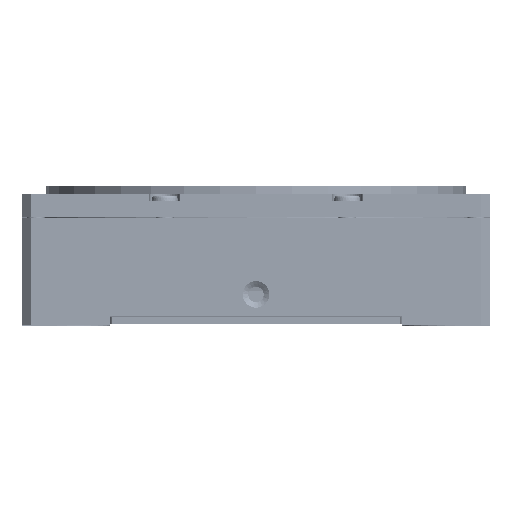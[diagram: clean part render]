
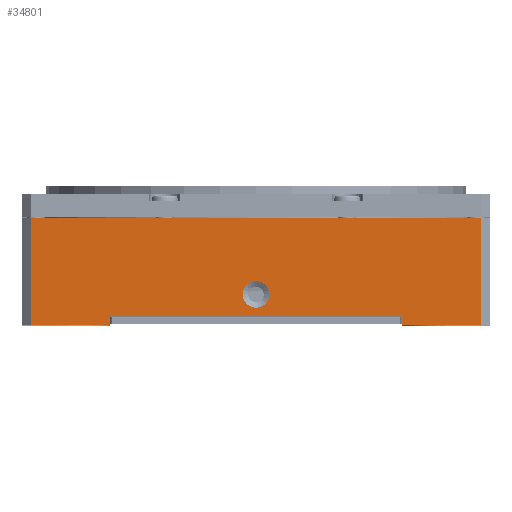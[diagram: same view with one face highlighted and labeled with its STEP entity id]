
A CAD part, top view. The second image highlights one B-rep face of the part: STEP entity #34801.
In plain terms, the highlighted planar face has unit normal (0, 0, 1).
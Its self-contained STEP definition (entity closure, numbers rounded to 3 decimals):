
#381 = CARTESIAN_POINT ( 'NONE',  ( 25.5, 12.2, 26.5 ) ) ;
#446 = EDGE_CURVE ( 'NONE', #47821, #34573, #16796, .T. ) ;
#893 = ORIENTED_EDGE ( 'NONE', *, *, #446, .F. ) ;
#3413 = EDGE_CURVE ( 'NONE', #69101, #34573, #27098, .T. ) ;
#3594 = ORIENTED_EDGE ( 'NONE', *, *, #61054, .T. ) ;
#3667 = VERTEX_POINT ( 'NONE', #31441 ) ;
#5133 = VECTOR ( 'NONE', #56594, 1000. ) ;
#6045 = EDGE_CURVE ( 'NONE', #53144, #69101, #59671, .T. ) ;
#6310 = VERTEX_POINT ( 'NONE', #27569 ) ;
#6466 = AXIS2_PLACEMENT_3D ( 'NONE', #31687, #32400, #26283 ) ;
#6862 = CARTESIAN_POINT ( 'NONE',  ( 25.5, 12.2, 26.5 ) ) ;
#10243 = VERTEX_POINT ( 'NONE', #381 ) ;
#10618 = EDGE_CURVE ( 'NONE', #62530, #10243, #62369, .T. ) ;
#10950 = CARTESIAN_POINT ( 'NONE',  ( -1.5, 3.5, 26.5 ) ) ;
#13390 = CARTESIAN_POINT ( 'NONE',  ( 0., 3.5, 26.5 ) ) ;
#13470 = DIRECTION ( 'NONE',  ( 1., 0., 0. ) ) ;
#13877 = DIRECTION ( 'NONE',  ( 1., 0., 0. ) ) ;
#15913 = CARTESIAN_POINT ( 'NONE',  ( 0., 3.5, 26.5 ) ) ;
#16796 = LINE ( 'NONE', #56418, #30296 ) ;
#17050 = EDGE_CURVE ( 'NONE', #55361, #20266, #54542, .T. ) ;
#17135 = ORIENTED_EDGE ( 'NONE', *, *, #28986, .F. ) ;
#20266 = VERTEX_POINT ( 'NONE', #10950 ) ;
#21954 = FACE_BOUND ( 'NONE', #33699, .T. ) ;
#22105 = LINE ( 'NONE', #43719, #26079 ) ;
#22856 = AXIS2_PLACEMENT_3D ( 'NONE', #13390, #24888, #36773 ) ;
#24888 = DIRECTION ( 'NONE',  ( 0., 0., 1. ) ) ;
#25586 = CARTESIAN_POINT ( 'NONE',  ( -16.5, 0., 26.5 ) ) ;
#26079 = VECTOR ( 'NONE', #66393, 1000. ) ;
#26283 = DIRECTION ( 'NONE',  ( -1., 0., 0. ) ) ;
#27098 = LINE ( 'NONE', #31077, #45375 ) ;
#27299 = CARTESIAN_POINT ( 'NONE',  ( -16.5, 1., 26.5 ) ) ;
#27569 = CARTESIAN_POINT ( 'NONE',  ( 16.5, 1., 26.5 ) ) ;
#28960 = VECTOR ( 'NONE', #37681, 1000. ) ;
#28986 = EDGE_CURVE ( 'NONE', #6310, #47821, #60039, .T. ) ;
#30296 = VECTOR ( 'NONE', #61472, 1000. ) ;
#31077 = CARTESIAN_POINT ( 'NONE',  ( -26.5, 0., 26.5 ) ) ;
#31181 = VECTOR ( 'NONE', #42026, 1000. ) ;
#31441 = CARTESIAN_POINT ( 'NONE',  ( 16.5, 0., 26.5 ) ) ;
#31563 = CARTESIAN_POINT ( 'NONE',  ( -25.5, 12.2, 26.5 ) ) ;
#31687 = CARTESIAN_POINT ( 'NONE',  ( -26.5, 12.2, 26.5 ) ) ;
#32400 = DIRECTION ( 'NONE',  ( 0., 0., -1. ) ) ;
#33225 = CARTESIAN_POINT ( 'NONE',  ( -25.5, 0., 26.5 ) ) ;
#33699 = EDGE_LOOP ( 'NONE', ( #62185, #55113 ) ) ;
#34573 = VERTEX_POINT ( 'NONE', #25586 ) ;
#34801 = ADVANCED_FACE ( 'NONE', ( #21954, #38862 ), #60158, .F. ) ;
#35786 = LINE ( 'NONE', #52028, #42639 ) ;
#36773 = DIRECTION ( 'NONE',  ( 1., 0., 0. ) ) ;
#36806 = EDGE_CURVE ( 'NONE', #6310, #3667, #22105, .T. ) ;
#37681 = DIRECTION ( 'NONE',  ( -1., 0., 0. ) ) ;
#38862 = FACE_OUTER_BOUND ( 'NONE', #55018, .T. ) ;
#40881 = CARTESIAN_POINT ( 'NONE',  ( -25.5, 12.2, 26.5 ) ) ;
#41258 = EDGE_CURVE ( 'NONE', #20266, #55361, #68718, .T. ) ;
#41811 = AXIS2_PLACEMENT_3D ( 'NONE', #15913, #52423, #13877 ) ;
#42026 = DIRECTION ( 'NONE',  ( 0., -1., 0. ) ) ;
#42409 = LINE ( 'NONE', #64399, #53396 ) ;
#42639 = VECTOR ( 'NONE', #13470, 1000. ) ;
#42773 = ORIENTED_EDGE ( 'NONE', *, *, #3413, .T. ) ;
#43466 = DIRECTION ( 'NONE',  ( 1., 0., 0. ) ) ;
#43719 = CARTESIAN_POINT ( 'NONE',  ( 16.5, 1., 26.5 ) ) ;
#44796 = CARTESIAN_POINT ( 'NONE',  ( 25.5, 0., 26.5 ) ) ;
#45375 = VECTOR ( 'NONE', #58827, 1000. ) ;
#47793 = CARTESIAN_POINT ( 'NONE',  ( 16.5, 1., 26.5 ) ) ;
#47821 = VERTEX_POINT ( 'NONE', #27299 ) ;
#48453 = ORIENTED_EDGE ( 'NONE', *, *, #36806, .T. ) ;
#50825 = ORIENTED_EDGE ( 'NONE', *, *, #10618, .T. ) ;
#52028 = CARTESIAN_POINT ( 'NONE',  ( -26.5, 12.2, 26.5 ) ) ;
#52083 = CARTESIAN_POINT ( 'NONE',  ( 1.5, 3.5, 26.5 ) ) ;
#52423 = DIRECTION ( 'NONE',  ( 0., 0., 1. ) ) ;
#53144 = VERTEX_POINT ( 'NONE', #40881 ) ;
#53396 = VECTOR ( 'NONE', #43466, 1000. ) ;
#54542 = CIRCLE ( 'NONE', #41811, 1.5 ) ;
#55018 = EDGE_LOOP ( 'NONE', ( #68988, #64490, #42773, #893, #17135, #48453, #3594, #50825 ) ) ;
#55113 = ORIENTED_EDGE ( 'NONE', *, *, #41258, .F. ) ;
#55361 = VERTEX_POINT ( 'NONE', #52083 ) ;
#56418 = CARTESIAN_POINT ( 'NONE',  ( -16.5, 1., 26.5 ) ) ;
#56594 = DIRECTION ( 'NONE',  ( 0., 1., 0. ) ) ;
#58827 = DIRECTION ( 'NONE',  ( 1., 0., 0. ) ) ;
#59671 = LINE ( 'NONE', #31563, #31181 ) ;
#60039 = LINE ( 'NONE', #47793, #28960 ) ;
#60158 = PLANE ( 'NONE',  #6466 ) ;
#61054 = EDGE_CURVE ( 'NONE', #3667, #62530, #42409, .T. ) ;
#61472 = DIRECTION ( 'NONE',  ( 0., -1., 0. ) ) ;
#62185 = ORIENTED_EDGE ( 'NONE', *, *, #17050, .F. ) ;
#62369 = LINE ( 'NONE', #6862, #5133 ) ;
#62530 = VERTEX_POINT ( 'NONE', #44796 ) ;
#64399 = CARTESIAN_POINT ( 'NONE',  ( -26.5, 0., 26.5 ) ) ;
#64490 = ORIENTED_EDGE ( 'NONE', *, *, #6045, .T. ) ;
#66393 = DIRECTION ( 'NONE',  ( 0., -1., 0. ) ) ;
#68718 = CIRCLE ( 'NONE', #22856, 1.5 ) ;
#68988 = ORIENTED_EDGE ( 'NONE', *, *, #70656, .F. ) ;
#69101 = VERTEX_POINT ( 'NONE', #33225 ) ;
#70656 = EDGE_CURVE ( 'NONE', #53144, #10243, #35786, .T. ) ;
